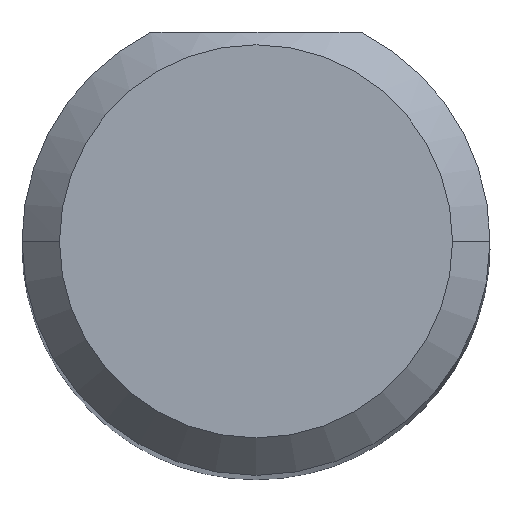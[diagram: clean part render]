
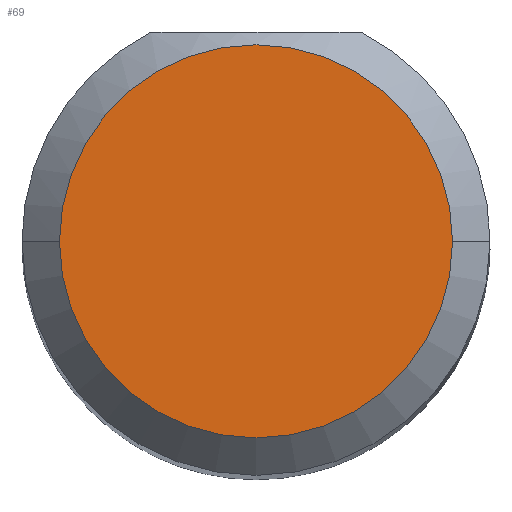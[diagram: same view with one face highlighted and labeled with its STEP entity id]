
A CAD part, top view. The second image highlights one B-rep face of the part: STEP entity #69.
In plain terms, the highlighted planar face has unit normal (0, 0, 1).
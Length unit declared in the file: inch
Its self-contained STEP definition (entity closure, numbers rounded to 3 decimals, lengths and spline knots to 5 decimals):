
#12 = CARTESIAN_POINT ( 'NONE',  ( 0., 0., 2. ) ) ;
#27 = CARTESIAN_POINT ( 'NONE',  ( 0.07875, 0., 2. ) ) ;
#40 = CARTESIAN_POINT ( 'NONE',  ( 0., 0., 2. ) ) ;
#56 = DIRECTION ( 'NONE',  ( 1., 0., 0. ) ) ;
#69 = ADVANCED_FACE ( 'NONE', ( #521 ), #186, .T. ) ;
#94 = DIRECTION ( 'NONE',  ( 0., 0., 1. ) ) ;
#98 = AXIS2_PLACEMENT_3D ( 'NONE', #40, #94, #517 ) ;
#100 = CIRCLE ( 'NONE', #98, 0.07875 ) ;
#186 = PLANE ( 'NONE',  #480 ) ;
#315 = CIRCLE ( 'NONE', #578, 0.07875 ) ;
#317 = DIRECTION ( 'NONE',  ( 0., 0., 1. ) ) ;
#329 = EDGE_CURVE ( 'NONE', #393, #547, #100, .T. ) ;
#334 = ORIENTED_EDGE ( 'NONE', *, *, #329, .T. ) ;
#393 = VERTEX_POINT ( 'NONE', #27 ) ;
#418 = DIRECTION ( 'NONE',  ( 1., 0., 0. ) ) ;
#472 = DIRECTION ( 'NONE',  ( 0., 0., 1. ) ) ;
#480 = AXIS2_PLACEMENT_3D ( 'NONE', #579, #472, #418 ) ;
#488 = CARTESIAN_POINT ( 'NONE',  ( -0.07875, 0., 2. ) ) ;
#503 = ORIENTED_EDGE ( 'NONE', *, *, #661, .T. ) ;
#517 = DIRECTION ( 'NONE',  ( 1., 0., 0. ) ) ;
#521 = FACE_OUTER_BOUND ( 'NONE', #554, .T. ) ;
#547 = VERTEX_POINT ( 'NONE', #488 ) ;
#554 = EDGE_LOOP ( 'NONE', ( #503, #334 ) ) ;
#578 = AXIS2_PLACEMENT_3D ( 'NONE', #12, #317, #56 ) ;
#579 = CARTESIAN_POINT ( 'NONE',  ( 0., 0., 2. ) ) ;
#661 = EDGE_CURVE ( 'NONE', #547, #393, #315, .T. ) ;
